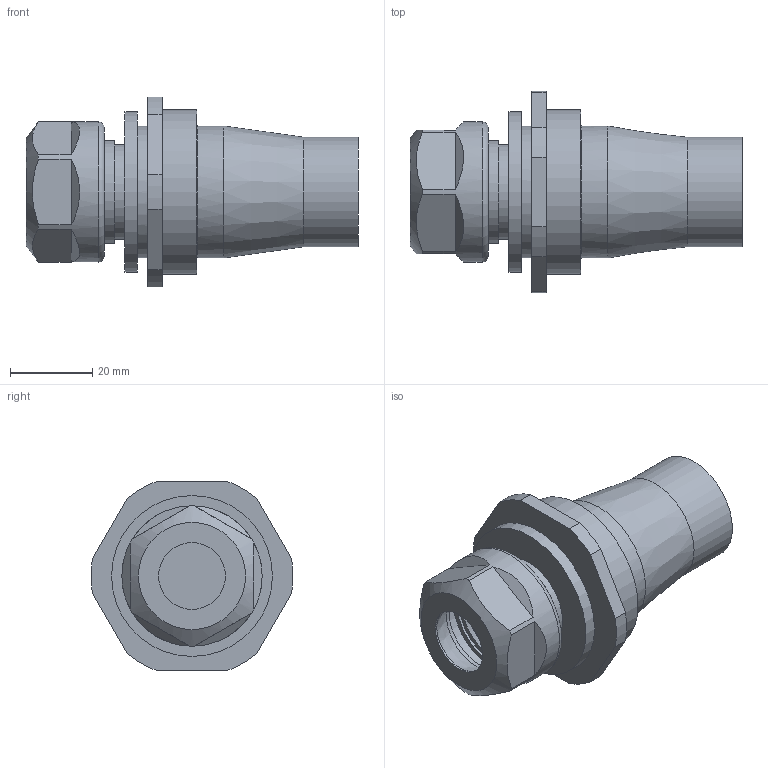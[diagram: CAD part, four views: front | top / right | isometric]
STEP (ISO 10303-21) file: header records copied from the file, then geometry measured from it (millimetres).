
FILE_DESCRIPTION(/* description */ ('8 779 64 040.03'),/* implementation_level */ '2;1');
FILE_NAME(/* name */ '8 779 64 040.03',/* time_stamp */ '2022-03-03T08:44:27+01:00',/* author */ ('heimatec GmbH'),/* organization */ (''),/* preprocessor_version */ 'ST-DEVELOPER v16.7',/* originating_system */ 'Solid Edge',/* authorisation */ 'Unknown');
FILE_SCHEMA (('AUTOMOTIVE_DESIGN {1 0 10303 214 3 1 1}'));
Length unit declared in the file: millimetre
Products named in the file (1): Part4
Bounding box: 80.5 x 48.92 x 46 mm (x, y, z)
Volume: 59939.3 mm3; surface area: 16440.5 mm2
Topology: 1 solids, 1 shells, 65 faces, 158 edges, 104 vertices
Faces by surface type: plane 33, cylinder 18, cone 7, bspline 4, torus 3
Full cylindrical faces by diameter (mm): 16.2 x1, 20.8 x1, 23 x1, 23.376 x1, 24.95 x1, 26 x1, 26.561 x1, 32 x1, 32.05 x1, 34 x1, 39 x1, 40 x1
Entity records: 1838 total; most frequent: CARTESIAN_POINT 425, DIRECTION 286, ORIENTED_EDGE 256, EDGE_CURVE 128, AXIS2_PLACEMENT_3D 120, EDGE_LOOP 97, FACE_BOUND 97, VERTEX_POINT 95
